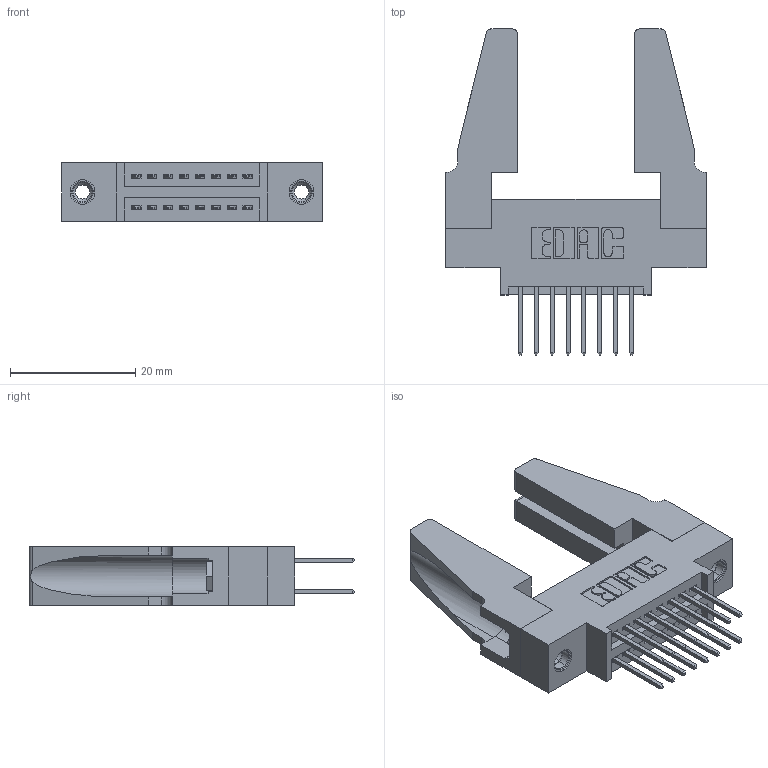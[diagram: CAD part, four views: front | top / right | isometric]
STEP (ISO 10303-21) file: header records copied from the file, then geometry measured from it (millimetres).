
FILE_DESCRIPTION (( 'STEP AP203' ), '1' );
FILE_NAME ('395-016-523-888.STEP', '2019-10-15T17:41:43', ( '' ), ( '' ), 'SwSTEP 2.0', 'SolidWorks 2016', '' );
FILE_SCHEMA (( 'CONFIG_CONTROL_DESIGN' ));
Length unit declared in the file: inch
Products named in the file (5): 345 Part_0.170 Offset - 0.156 Dia-TH; 345-292-001_345-293-123; 345-250-001_345-250-001-102; 345-220-078_345-220-088; 395-016-523-888
Assembly tree (21 placements, depth 2):
  395-016-523-888
    345 Part_0.170 Offset - 0.156 Dia-TH
    345-292-001_345-293-123  x16
    345-250-001_345-250-001-102  x2
    345-220-078_345-220-088  x2
Bounding box: 41.55 x 51.99 x 9.4 mm (x, y, z)
Volume: 6892.9 mm3; surface area: 8135.4 mm2
Topology: 21 solids, 21 shells, 1054 faces, 3051 edges, 2002 vertices
Faces by surface type: plane 684, cylinder 354, cone 12, torus 4
Entity records: 13152 total; most frequent: CARTESIAN_POINT 2234, ORIENTED_EDGE 2128, DIRECTION 2016, EDGE_CURVE 1064, VECTOR 858, LINE 858, VERTEX_POINT 702, AXIS2_PLACEMENT_3D 579
